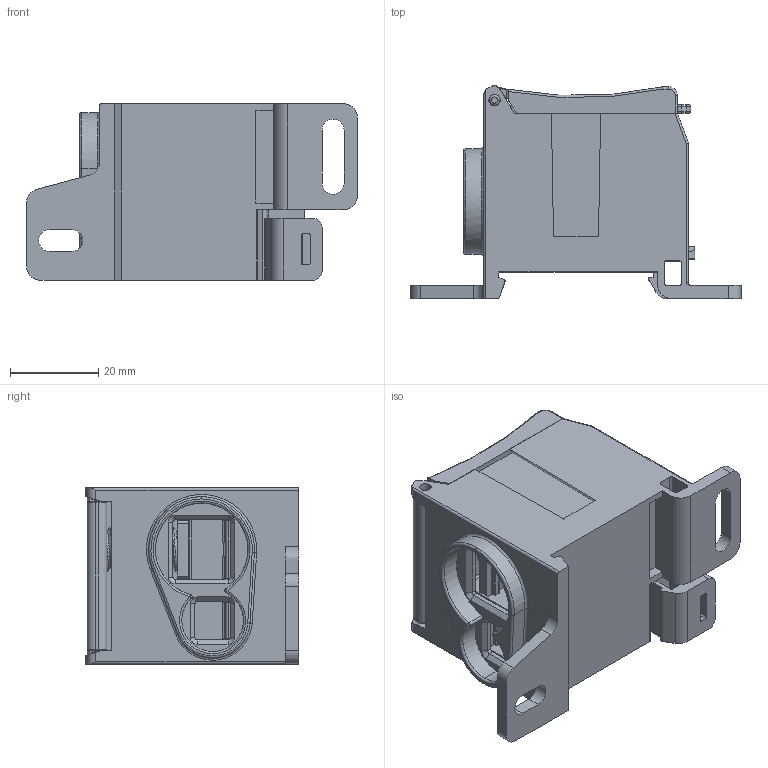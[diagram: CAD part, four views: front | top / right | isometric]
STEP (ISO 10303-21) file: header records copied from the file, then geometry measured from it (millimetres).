
FILE_DESCRIPTION (( 'STEP AP214' ), '1' );
FILE_NAME ('MG35 160A RPU3005.STEP', '2020-08-03T01:03:27', ( '' ), ( '' ), 'SwSTEP 2.0', 'SolidWorks 2019', '' );
FILE_SCHEMA (( 'AUTOMOTIVE_DESIGN' ));
Length unit declared in the file: millimetre
Products named in the file (12): M6.35X10.5; 160A 裔; M10X16; 160A 價釱   源謂宒; 160A諉盄え; MG35 160A RPU3005; 160A諉盄え泐盄; 160A諉盄遺; 160A諉盄遺泐盄; 160A    肣輸; M6X12; M6.35X16
Assembly tree (17 placements, depth 2):
  MG35 160A RPU3005
    160A 價釱   源謂宒
    160A    肣輸
    160A 裔
    M6.35X10.5  x4
    M6.35X16  x4
    160A諉盄遺
    160A諉盄え
    M10X16
    160A諉盄遺泐盄
    160A諉盄え泐盄
    M6X12
Bounding box: 75 x 48.35 x 40 mm (x, y, z)
Volume: 47670.1 mm3; surface area: 44306 mm2
Topology: 17 solids, 17 shells, 1329 faces, 3635 edges, 2336 vertices
Faces by surface type: cylinder 689, plane 435, cone 113, torus 50, bspline 40, sphere 2
Entity records: 36688 total; most frequent: CARTESIAN_POINT 11040, ORIENTED_EDGE 5482, DIRECTION 5161, EDGE_CURVE 2741, AXIS2_PLACEMENT_3D 1829, VERTEX_POINT 1761, LINE 1503, VECTOR 1503
